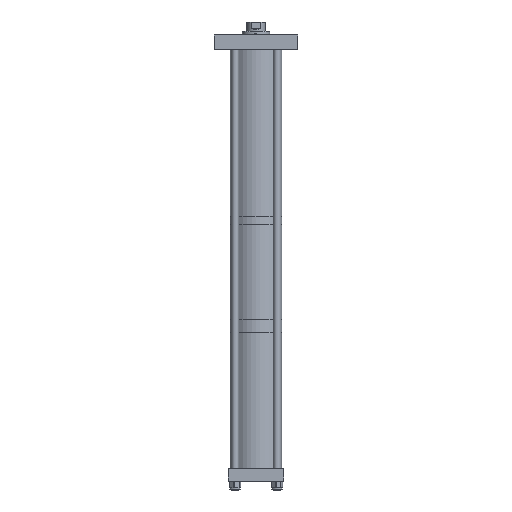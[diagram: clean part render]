
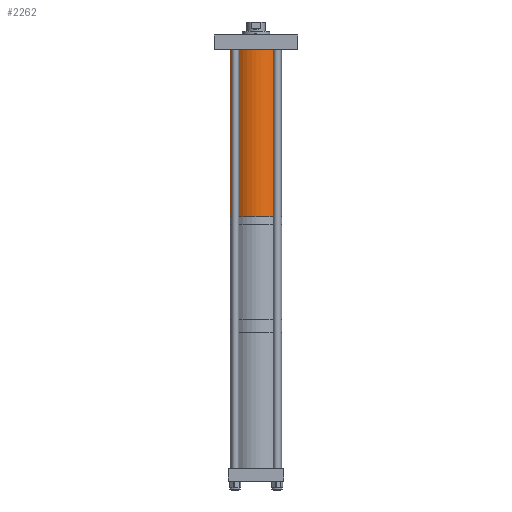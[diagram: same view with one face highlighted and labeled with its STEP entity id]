
A CAD part, front view. The second image highlights one B-rep face of the part: STEP entity #2262.
In plain terms, the highlighted cylindrical face has radius 88.9 mm (diameter 177.8 mm), a partial arc.
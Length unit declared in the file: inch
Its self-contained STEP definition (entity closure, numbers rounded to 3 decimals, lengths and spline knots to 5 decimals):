
#334 = EDGE_CURVE ( 'NONE', #8332, #5488, #5894, .T. ) ;
#1060 = VERTEX_POINT ( 'NONE', #6294 ) ;
#1253 = EDGE_LOOP ( 'NONE', ( #4594, #4839, #7282, #7323 ) ) ;
#1278 = FACE_OUTER_BOUND ( 'NONE', #1253, .T. ) ;
#1383 = DIRECTION ( 'NONE',  ( -1., 0., 0. ) ) ;
#1467 = CARTESIAN_POINT ( 'NONE',  ( -3.5, 0., 22.59 ) ) ;
#1504 = AXIS2_PLACEMENT_3D ( 'NONE', #2805, #7491, #5056 ) ;
#1593 = EDGE_CURVE ( 'NONE', #7114, #8332, #9158, .T. ) ;
#1815 = CARTESIAN_POINT ( 'NONE',  ( -3.5, 0., 22.59 ) ) ;
#2243 = CIRCLE ( 'NONE', #1504, 3.5 ) ;
#2262 = ADVANCED_FACE ( 'NONE', ( #1278 ), #7376, .T. ) ;
#2585 = CARTESIAN_POINT ( 'NONE',  ( 3.5, 0., 0. ) ) ;
#2805 = CARTESIAN_POINT ( 'NONE',  ( 0., 0., 22.59 ) ) ;
#3673 = EDGE_CURVE ( 'NONE', #7114, #1060, #2243, .T. ) ;
#4477 = AXIS2_PLACEMENT_3D ( 'NONE', #8449, #6865, #5189 ) ;
#4594 = ORIENTED_EDGE ( 'NONE', *, *, #9864, .F. ) ;
#4660 = DIRECTION ( 'NONE',  ( 0., 0., -1. ) ) ;
#4839 = ORIENTED_EDGE ( 'NONE', *, *, #3673, .F. ) ;
#5056 = DIRECTION ( 'NONE',  ( 1., 0., 0. ) ) ;
#5189 = DIRECTION ( 'NONE',  ( 1., 0., 0. ) ) ;
#5473 = CARTESIAN_POINT ( 'NONE',  ( 3.5, 0., 22.59 ) ) ;
#5488 = VERTEX_POINT ( 'NONE', #2585 ) ;
#5726 = CARTESIAN_POINT ( 'NONE',  ( -3.5, 0., 0. ) ) ;
#5894 = CIRCLE ( 'NONE', #4477, 3.5 ) ;
#6156 = CARTESIAN_POINT ( 'NONE',  ( 0., 0., 22.59 ) ) ;
#6282 = DIRECTION ( 'NONE',  ( 0., 0., -1. ) ) ;
#6294 = CARTESIAN_POINT ( 'NONE',  ( 3.5, 0., 22.59 ) ) ;
#6865 = DIRECTION ( 'NONE',  ( 0., 0., 1. ) ) ;
#7014 = DIRECTION ( 'NONE',  ( 0., 0., -1. ) ) ;
#7114 = VERTEX_POINT ( 'NONE', #1815 ) ;
#7282 = ORIENTED_EDGE ( 'NONE', *, *, #1593, .T. ) ;
#7323 = ORIENTED_EDGE ( 'NONE', *, *, #334, .T. ) ;
#7376 = CYLINDRICAL_SURFACE ( 'NONE', #9053, 3.5 ) ;
#7491 = DIRECTION ( 'NONE',  ( 0., 0., 1. ) ) ;
#7848 = VECTOR ( 'NONE', #6282, 39.37008 ) ;
#8153 = VECTOR ( 'NONE', #7014, 39.37008 ) ;
#8332 = VERTEX_POINT ( 'NONE', #5726 ) ;
#8449 = CARTESIAN_POINT ( 'NONE',  ( 0., 0., 0. ) ) ;
#9053 = AXIS2_PLACEMENT_3D ( 'NONE', #6156, #4660, #1383 ) ;
#9158 = LINE ( 'NONE', #1467, #8153 ) ;
#9864 = EDGE_CURVE ( 'NONE', #1060, #5488, #10351, .T. ) ;
#10351 = LINE ( 'NONE', #5473, #7848 ) ;
